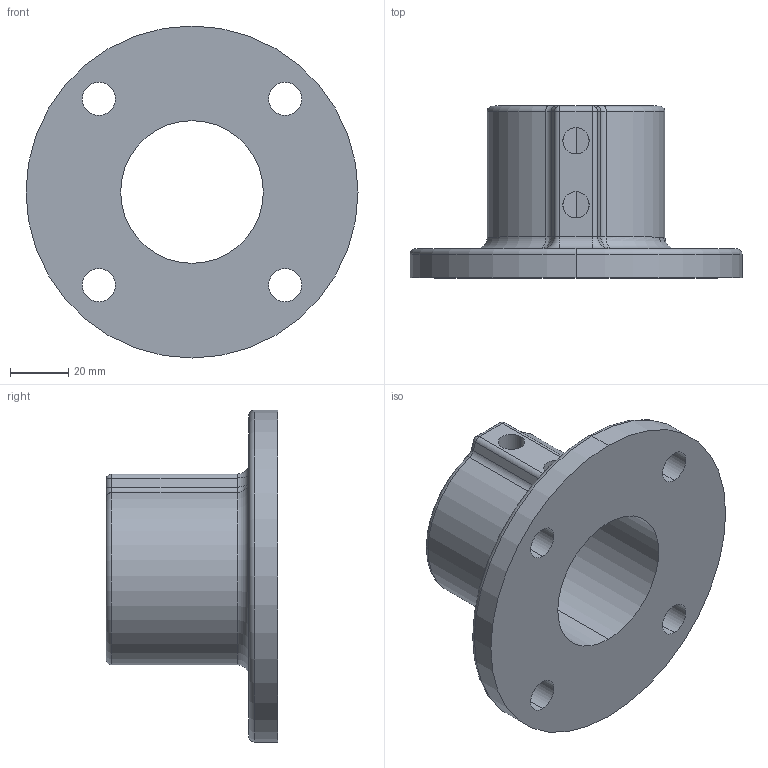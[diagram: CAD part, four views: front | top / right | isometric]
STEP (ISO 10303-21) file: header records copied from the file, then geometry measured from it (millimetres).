
FILE_DESCRIPTION (( 'STEP AP203' ), '1' );
FILE_NAME ('T194042.STEP', '2018-07-11T15:20:39', ( '' ), ( '' ), 'SwSTEP 2.0', 'SolidWorks 2016', '' );
FILE_SCHEMA (( 'CONFIG_CONTROL_DESIGN' ));
Length unit declared in the file: millimetre
Products named in the file (1): T194042
Bounding box: 114 x 59 x 114 mm (x, y, z)
Volume: 132663.8 mm3; surface area: 39189 mm2
Topology: 1 solids, 1 shells, 47 faces, 119 edges, 69 vertices
Faces by surface type: cylinder 28, torus 9, plane 6, sphere 2, bspline 2
Entity records: 1762 total; most frequent: CARTESIAN_POINT 532, DIRECTION 259, ORIENTED_EDGE 230, EDGE_CURVE 115, AXIS2_PLACEMENT_3D 110, VERTEX_POINT 69, CIRCLE 64, EDGE_LOOP 60
